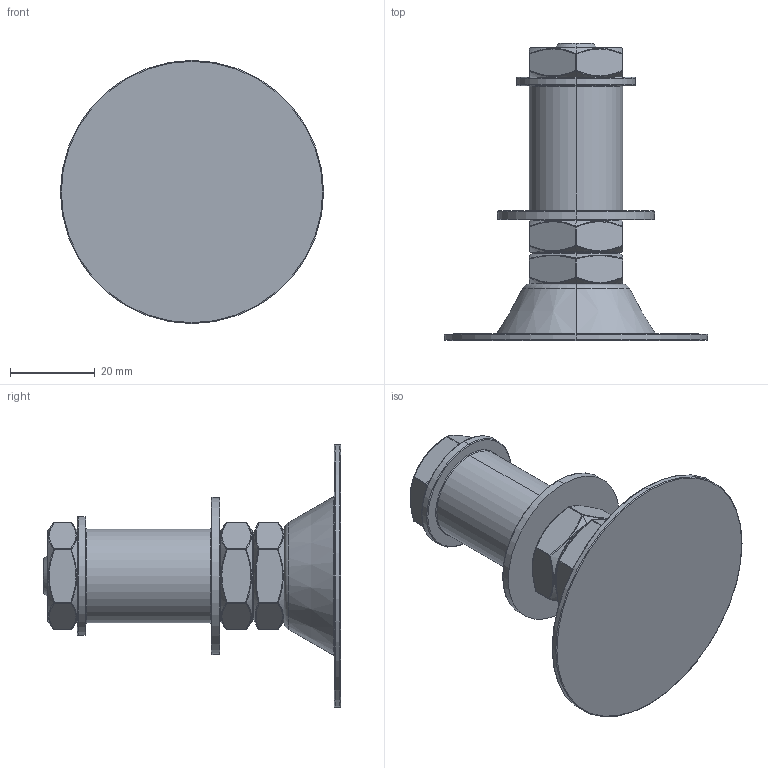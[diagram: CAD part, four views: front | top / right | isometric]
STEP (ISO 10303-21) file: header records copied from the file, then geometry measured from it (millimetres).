
FILE_DESCRIPTION (( 'STEP AP214' ), '1' );
FILE_NAME ('Îïîðà D62 ê òðóáå 28 Ìàòåðèàë Áàçà,îñíîâàíèå,øïèëüêà.STEP', '2025-12-30T08:01:56', ( '' ), ( '' ), 'SwSTEP 2.0', 'SolidWorks 2021', '' );
FILE_SCHEMA (( 'AUTOMOTIVE_DESIGN' ));
Length unit declared in the file: millimetre
Products named in the file (1): Îïîðà D62 ê òðóáå 28 Ìàòåðèàë Áàçà,îñíîâàíèå,øïèëüêà
Bounding box: 62 x 70 x 62 mm (x, y, z)
Volume: 37037.3 mm3; surface area: 18215.5 mm2
Topology: 2 solids, 2 shells, 228 faces, 492 edges, 274 vertices
Faces by surface type: cylinder 69, bspline 41, sphere 36, torus 34, plane 32, cone 16
Entity records: 19298 total; most frequent: CARTESIAN_POINT 14739, ORIENTED_EDGE 984, DIRECTION 939, EDGE_CURVE 492, AXIS2_PLACEMENT_3D 417, VERTEX_POINT 274, EDGE_LOOP 236, CIRCLE 229
